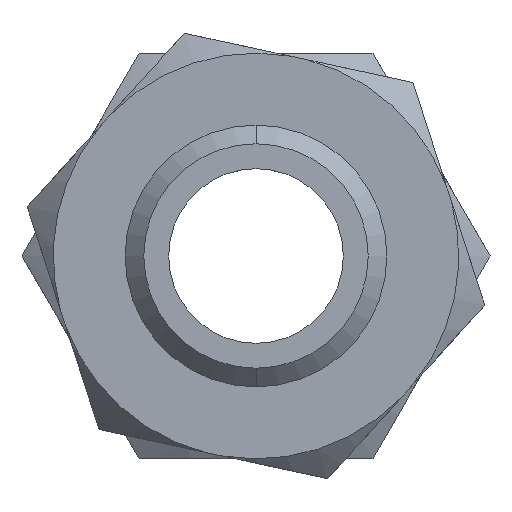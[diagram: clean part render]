
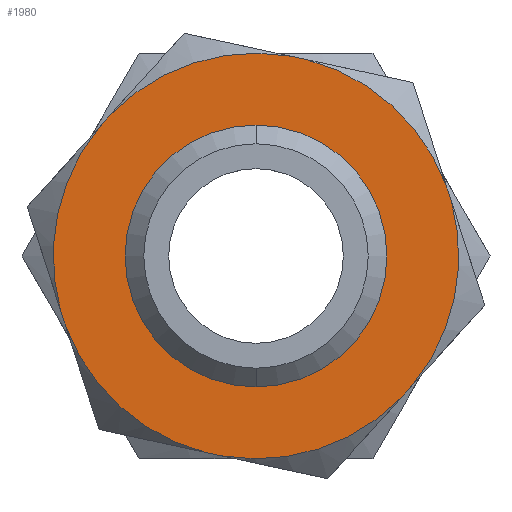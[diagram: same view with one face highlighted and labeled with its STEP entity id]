
A CAD part, front view. The second image highlights one B-rep face of the part: STEP entity #1980.
In plain terms, the highlighted planar face has unit normal (0, -1, 0).
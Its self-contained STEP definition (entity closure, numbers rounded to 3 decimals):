
#2 = CARTESIAN_POINT ( 'NONE',  ( 0., -34., 0. ) ) ;
#28 = ORIENTED_EDGE ( 'NONE', *, *, #735, .F. ) ;
#35 = CARTESIAN_POINT ( 'NONE',  ( 18.764, -34., 32.5 ) ) ;
#60 = ORIENTED_EDGE ( 'NONE', *, *, #1459, .F. ) ;
#111 = VERTEX_POINT ( 'NONE', #2699 ) ;
#197 = AXIS2_PLACEMENT_3D ( 'NONE', #1839, #452, #2073 ) ;
#232 = PLANE ( 'NONE',  #889 ) ;
#239 = VERTEX_POINT ( 'NONE', #1236 ) ;
#242 = AXIS2_PLACEMENT_3D ( 'NONE', #2437, #2236, #862 ) ;
#275 = EDGE_CURVE ( 'NONE', #1758, #276, #1675, .T. ) ;
#276 = VERTEX_POINT ( 'NONE', #2738 ) ;
#322 = CARTESIAN_POINT ( 'NONE',  ( -27.474, -34., 17.414 ) ) ;
#323 = CARTESIAN_POINT ( 'NONE',  ( 27.474, -34., 17.414 ) ) ;
#329 = CIRCLE ( 'NONE', #2412, 32.528 ) ;
#342 = DIRECTION ( 'NONE',  ( -0.5, 0., -0.866 ) ) ;
#356 = AXIS2_PLACEMENT_3D ( 'NONE', #2, #1867, #1402 ) ;
#432 = CIRCLE ( 'NONE', #2959, 32.528 ) ;
#452 = DIRECTION ( 'NONE',  ( 0., 1., 0. ) ) ;
#462 = DIRECTION ( 'NONE',  ( 0., 1., 0. ) ) ;
#464 = DIRECTION ( 'NONE',  ( 0., 0., 1. ) ) ;
#476 = CIRCLE ( 'NONE', #356, 32.528 ) ;
#507 = LINE ( 'NONE', #2424, #1670 ) ;
#559 = EDGE_CURVE ( 'NONE', #2572, #2897, #625, .T. ) ;
#601 = EDGE_CURVE ( 'NONE', #1020, #2013, #939, .T. ) ;
#624 = DIRECTION ( 'NONE',  ( 1., 0., 0. ) ) ;
#625 = LINE ( 'NONE', #969, #2337 ) ;
#686 = DIRECTION ( 'NONE',  ( 0., 1., 0. ) ) ;
#735 = EDGE_CURVE ( 'NONE', #276, #239, #2591, .T. ) ;
#855 = VERTEX_POINT ( 'NONE', #1350 ) ;
#862 = DIRECTION ( 'NONE',  ( 0., 0., 1. ) ) ;
#878 = VERTEX_POINT ( 'NONE', #935 ) ;
#888 = DIRECTION ( 'NONE',  ( 0., 1., 0. ) ) ;
#889 = AXIS2_PLACEMENT_3D ( 'NONE', #2400, #2358, #464 ) ;
#919 = CARTESIAN_POINT ( 'NONE',  ( 18.764, -34., -32.5 ) ) ;
#935 = CARTESIAN_POINT ( 'NONE',  ( 1.344, -34., 32.5 ) ) ;
#939 = LINE ( 'NONE', #1805, #1489 ) ;
#969 = CARTESIAN_POINT ( 'NONE',  ( -37.528, -34., 0. ) ) ;
#988 = ORIENTED_EDGE ( 'NONE', *, *, #275, .F. ) ;
#989 = CARTESIAN_POINT ( 'NONE',  ( -28.818, -34., -15.086 ) ) ;
#1000 = CARTESIAN_POINT ( 'NONE',  ( 0., -34., 0. ) ) ;
#1020 = VERTEX_POINT ( 'NONE', #2707 ) ;
#1036 = CIRCLE ( 'NONE', #2330, 32.528 ) ;
#1057 = ORIENTED_EDGE ( 'NONE', *, *, #1870, .F. ) ;
#1082 = EDGE_CURVE ( 'NONE', #878, #2060, #1993, .T. ) ;
#1174 = DIRECTION ( 'NONE',  ( -1., 0., 0. ) ) ;
#1226 = VERTEX_POINT ( 'NONE', #1745 ) ;
#1236 = CARTESIAN_POINT ( 'NONE',  ( -1.344, -34., -32.5 ) ) ;
#1238 = DIRECTION ( 'NONE',  ( 0., 0., 1. ) ) ;
#1335 = ORIENTED_EDGE ( 'NONE', *, *, #601, .F. ) ;
#1341 = CARTESIAN_POINT ( 'NONE',  ( -18.764, -34., 32.5 ) ) ;
#1342 = EDGE_CURVE ( 'NONE', #1226, #878, #2880, .T. ) ;
#1350 = CARTESIAN_POINT ( 'NONE',  ( 0., -34., -20.75 ) ) ;
#1370 = CARTESIAN_POINT ( 'NONE',  ( 0., -34., 0. ) ) ;
#1376 = FACE_BOUND ( 'NONE', #1506, .T. ) ;
#1402 = DIRECTION ( 'NONE',  ( 0., 0., 1. ) ) ;
#1459 = EDGE_CURVE ( 'NONE', #2897, #1226, #329, .T. ) ;
#1477 = CARTESIAN_POINT ( 'NONE',  ( 0., -34., 20.75 ) ) ;
#1483 = CIRCLE ( 'NONE', #2538, 20.75 ) ;
#1489 = VECTOR ( 'NONE', #1531, 1000. ) ;
#1506 = EDGE_LOOP ( 'NONE', ( #2643, #2491 ) ) ;
#1531 = DIRECTION ( 'NONE',  ( -0.5, 0., 0.866 ) ) ;
#1670 = VECTOR ( 'NONE', #342, 1000. ) ;
#1675 = CIRCLE ( 'NONE', #197, 32.528 ) ;
#1713 = CARTESIAN_POINT ( 'NONE',  ( 27.474, -34., -17.414 ) ) ;
#1740 = CARTESIAN_POINT ( 'NONE',  ( 0., -34., 0. ) ) ;
#1745 = CARTESIAN_POINT ( 'NONE',  ( -1.344, -34., 32.5 ) ) ;
#1758 = VERTEX_POINT ( 'NONE', #1713 ) ;
#1805 = CARTESIAN_POINT ( 'NONE',  ( -18.764, -34., -32.5 ) ) ;
#1830 = CARTESIAN_POINT ( 'NONE',  ( -28.818, -34., 15.086 ) ) ;
#1839 = CARTESIAN_POINT ( 'NONE',  ( 0., -34., 0. ) ) ;
#1841 = ORIENTED_EDGE ( 'NONE', *, *, #2498, .F. ) ;
#1867 = DIRECTION ( 'NONE',  ( 0., 1., 0. ) ) ;
#1870 = EDGE_CURVE ( 'NONE', #2060, #2087, #2761, .T. ) ;
#1917 = CIRCLE ( 'NONE', #2105, 20.75 ) ;
#1963 = DIRECTION ( 'NONE',  ( 0., 1., 0. ) ) ;
#1980 = ADVANCED_FACE ( 'NONE', ( #1376, #2550 ), #232, .F. ) ;
#1993 = CIRCLE ( 'NONE', #242, 32.528 ) ;
#2013 = VERTEX_POINT ( 'NONE', #989 ) ;
#2043 = VERTEX_POINT ( 'NONE', #1477 ) ;
#2060 = VERTEX_POINT ( 'NONE', #323 ) ;
#2073 = DIRECTION ( 'NONE',  ( 0., 0., 1. ) ) ;
#2076 = CARTESIAN_POINT ( 'NONE',  ( 0., -34., 0. ) ) ;
#2086 = ORIENTED_EDGE ( 'NONE', *, *, #2474, .F. ) ;
#2087 = VERTEX_POINT ( 'NONE', #2231 ) ;
#2105 = AXIS2_PLACEMENT_3D ( 'NONE', #1000, #2636, #1238 ) ;
#2162 = EDGE_CURVE ( 'NONE', #2087, #111, #476, .T. ) ;
#2231 = CARTESIAN_POINT ( 'NONE',  ( 28.818, -34., 15.086 ) ) ;
#2236 = DIRECTION ( 'NONE',  ( 0., 1., 0. ) ) ;
#2258 = VECTOR ( 'NONE', #624, 1000. ) ;
#2273 = EDGE_CURVE ( 'NONE', #855, #2043, #1483, .T. ) ;
#2296 = CARTESIAN_POINT ( 'NONE',  ( 0., -34., 0. ) ) ;
#2319 = DIRECTION ( 'NONE',  ( 0., 0., 1. ) ) ;
#2330 = AXIS2_PLACEMENT_3D ( 'NONE', #2296, #888, #2526 ) ;
#2337 = VECTOR ( 'NONE', #2606, 1000. ) ;
#2358 = DIRECTION ( 'NONE',  ( 0., 1., 0. ) ) ;
#2400 = CARTESIAN_POINT ( 'NONE',  ( 37.528, -34., 0. ) ) ;
#2412 = AXIS2_PLACEMENT_3D ( 'NONE', #1370, #462, #2999 ) ;
#2424 = CARTESIAN_POINT ( 'NONE',  ( 37.528, -34., 0. ) ) ;
#2437 = CARTESIAN_POINT ( 'NONE',  ( 0., -34., 0. ) ) ;
#2458 = ORIENTED_EDGE ( 'NONE', *, *, #2162, .F. ) ;
#2474 = EDGE_CURVE ( 'NONE', #111, #1758, #507, .T. ) ;
#2491 = ORIENTED_EDGE ( 'NONE', *, *, #2835, .T. ) ;
#2498 = EDGE_CURVE ( 'NONE', #2013, #2572, #1036, .T. ) ;
#2512 = VECTOR ( 'NONE', #1174, 1000. ) ;
#2526 = DIRECTION ( 'NONE',  ( 0., 0., 1. ) ) ;
#2538 = AXIS2_PLACEMENT_3D ( 'NONE', #1740, #1963, #2910 ) ;
#2550 = FACE_OUTER_BOUND ( 'NONE', #2948, .T. ) ;
#2572 = VERTEX_POINT ( 'NONE', #1830 ) ;
#2591 = LINE ( 'NONE', #919, #2512 ) ;
#2596 = EDGE_CURVE ( 'NONE', #239, #1020, #432, .T. ) ;
#2606 = DIRECTION ( 'NONE',  ( 0.5, 0., 0.866 ) ) ;
#2636 = DIRECTION ( 'NONE',  ( 0., 1., 0. ) ) ;
#2643 = ORIENTED_EDGE ( 'NONE', *, *, #2273, .T. ) ;
#2693 = VECTOR ( 'NONE', #3021, 1000. ) ;
#2699 = CARTESIAN_POINT ( 'NONE',  ( 28.818, -34., -15.086 ) ) ;
#2707 = CARTESIAN_POINT ( 'NONE',  ( -27.474, -34., -17.414 ) ) ;
#2738 = CARTESIAN_POINT ( 'NONE',  ( 1.344, -34., -32.5 ) ) ;
#2761 = LINE ( 'NONE', #35, #2693 ) ;
#2835 = EDGE_CURVE ( 'NONE', #2043, #855, #1917, .T. ) ;
#2880 = LINE ( 'NONE', #1341, #2258 ) ;
#2897 = VERTEX_POINT ( 'NONE', #322 ) ;
#2910 = DIRECTION ( 'NONE',  ( 0., 0., 1. ) ) ;
#2917 = ORIENTED_EDGE ( 'NONE', *, *, #1342, .F. ) ;
#2948 = EDGE_LOOP ( 'NONE', ( #2977, #2917, #60, #3011, #1841, #1335, #2974, #28, #988, #2086, #2458, #1057 ) ) ;
#2959 = AXIS2_PLACEMENT_3D ( 'NONE', #2076, #686, #2319 ) ;
#2974 = ORIENTED_EDGE ( 'NONE', *, *, #2596, .F. ) ;
#2977 = ORIENTED_EDGE ( 'NONE', *, *, #1082, .F. ) ;
#2999 = DIRECTION ( 'NONE',  ( 0., 0., 1. ) ) ;
#3011 = ORIENTED_EDGE ( 'NONE', *, *, #559, .F. ) ;
#3021 = DIRECTION ( 'NONE',  ( 0.5, 0., -0.866 ) ) ;
